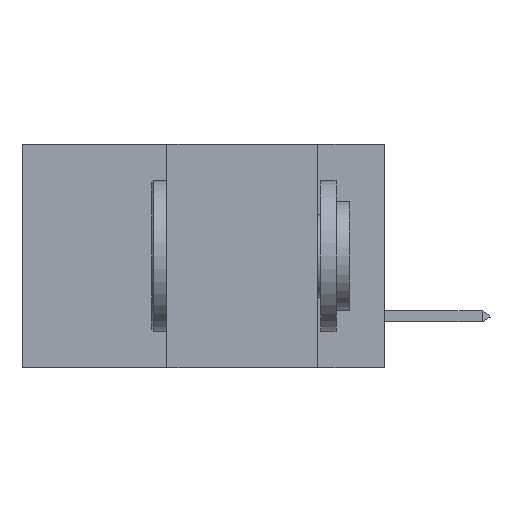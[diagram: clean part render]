
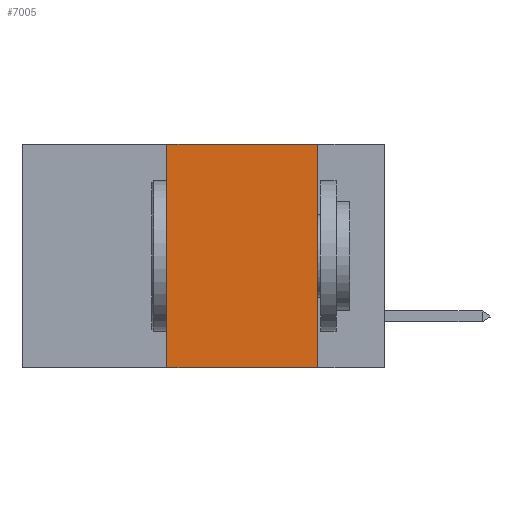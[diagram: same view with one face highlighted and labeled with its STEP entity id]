
A CAD part, left-side view. The second image highlights one B-rep face of the part: STEP entity #7005.
In plain terms, the highlighted planar face has unit normal (-1, 0, 0).
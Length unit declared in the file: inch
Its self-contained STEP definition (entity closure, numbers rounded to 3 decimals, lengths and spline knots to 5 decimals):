
#193 = ORIENTED_EDGE ( 'NONE', *, *, #4703, .F. ) ;
#333 = PLANE ( 'NONE',  #5259 ) ;
#656 = EDGE_CURVE ( 'NONE', #3094, #674, #2616, .T. ) ;
#674 = VERTEX_POINT ( 'NONE', #9194 ) ;
#763 = CARTESIAN_POINT ( 'NONE',  ( 0., 0.11, 0. ) ) ;
#925 = VECTOR ( 'NONE', #4356, 39.37008 ) ;
#1089 = DIRECTION ( 'NONE',  ( 1., 0., 0. ) ) ;
#1409 = EDGE_LOOP ( 'NONE', ( #7715, #193, #10100, #6165 ) ) ;
#2184 = VECTOR ( 'NONE', #5782, 39.37008 ) ;
#2616 = LINE ( 'NONE', #7455, #6405 ) ;
#3094 = VERTEX_POINT ( 'NONE', #8093 ) ;
#3282 = CARTESIAN_POINT ( 'NONE',  ( 0., 0.36, 0. ) ) ;
#3605 = CARTESIAN_POINT ( 'NONE',  ( 0., 0.11, 0. ) ) ;
#4356 = DIRECTION ( 'NONE',  ( 0., -1., 0. ) ) ;
#4502 = CARTESIAN_POINT ( 'NONE',  ( 0., 0.6, 0. ) ) ;
#4703 = EDGE_CURVE ( 'NONE', #10002, #10628, #5420, .T. ) ;
#4714 = LINE ( 'NONE', #763, #2184 ) ;
#4861 = EDGE_CURVE ( 'NONE', #3094, #10002, #6560, .T. ) ;
#4984 = DIRECTION ( 'NONE',  ( 0., -1., 0. ) ) ;
#5259 = AXIS2_PLACEMENT_3D ( 'NONE', #4502, #1089, #10373 ) ;
#5420 = LINE ( 'NONE', #6055, #925 ) ;
#5782 = DIRECTION ( 'NONE',  ( 0., 0., -1. ) ) ;
#6055 = CARTESIAN_POINT ( 'NONE',  ( 0., 0.6, 0. ) ) ;
#6165 = ORIENTED_EDGE ( 'NONE', *, *, #656, .T. ) ;
#6405 = VECTOR ( 'NONE', #4984, 39.37008 ) ;
#6519 = DIRECTION ( 'NONE',  ( 0., 0., 1. ) ) ;
#6543 = CARTESIAN_POINT ( 'NONE',  ( 0., 0.36, 0. ) ) ;
#6560 = LINE ( 'NONE', #3282, #7747 ) ;
#7005 = ADVANCED_FACE ( 'NONE', ( #9298 ), #333, .F. ) ;
#7416 = EDGE_CURVE ( 'NONE', #10628, #674, #4714, .T. ) ;
#7455 = CARTESIAN_POINT ( 'NONE',  ( 0., 0.6, -0.37 ) ) ;
#7715 = ORIENTED_EDGE ( 'NONE', *, *, #7416, .F. ) ;
#7747 = VECTOR ( 'NONE', #6519, 39.37008 ) ;
#8093 = CARTESIAN_POINT ( 'NONE',  ( 0., 0.36, -0.37 ) ) ;
#9194 = CARTESIAN_POINT ( 'NONE',  ( 0., 0.11, -0.37 ) ) ;
#9298 = FACE_OUTER_BOUND ( 'NONE', #1409, .T. ) ;
#10002 = VERTEX_POINT ( 'NONE', #6543 ) ;
#10100 = ORIENTED_EDGE ( 'NONE', *, *, #4861, .F. ) ;
#10373 = DIRECTION ( 'NONE',  ( 0., 0., -1. ) ) ;
#10628 = VERTEX_POINT ( 'NONE', #3605 ) ;
